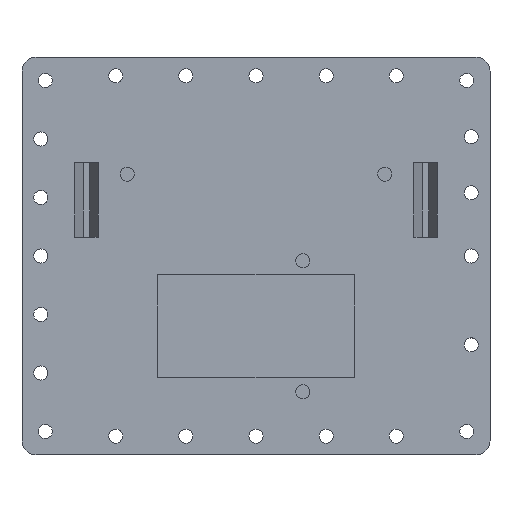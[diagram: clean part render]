
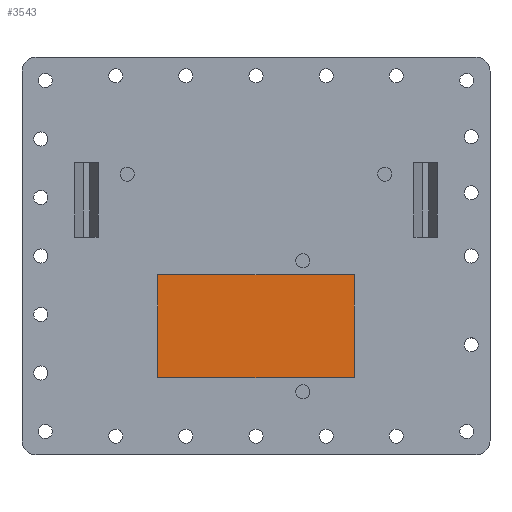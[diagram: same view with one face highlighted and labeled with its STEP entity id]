
A CAD part, top view. The second image highlights one B-rep face of the part: STEP entity #3543.
In plain terms, the highlighted planar face has unit normal (0, 0, 1).
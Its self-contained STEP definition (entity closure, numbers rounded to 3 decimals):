
#181=PLANE('',#3925);
#392=LINE('',#7577,#567);
#396=LINE('',#7584,#571);
#399=LINE('',#7590,#574);
#401=LINE('',#7593,#576);
#567=VECTOR('',#4793,10.);
#571=VECTOR('',#4799,10.);
#574=VECTOR('',#4804,10.);
#576=VECTOR('',#4808,10.);
#837=FACE_OUTER_BOUND('',#1079,.T.);
#1079=EDGE_LOOP('',(#3134,#3135,#3136,#3137));
#1812=VERTEX_POINT('',#7574);
#1813=VERTEX_POINT('',#7576);
#1815=VERTEX_POINT('',#7582);
#1817=VERTEX_POINT('',#7588);
#2298=EDGE_CURVE('',#1812,#1813,#392,.T.);
#2302=EDGE_CURVE('',#1815,#1812,#396,.T.);
#2305=EDGE_CURVE('',#1817,#1815,#399,.T.);
#2307=EDGE_CURVE('',#1813,#1817,#401,.T.);
#3134=ORIENTED_EDGE('',*,*,#2307,.F.);
#3135=ORIENTED_EDGE('',*,*,#2298,.F.);
#3136=ORIENTED_EDGE('',*,*,#2302,.F.);
#3137=ORIENTED_EDGE('',*,*,#2305,.F.);
#3543=ADVANCED_FACE('',(#837),#181,.F.);
#3925=AXIS2_PLACEMENT_3D('',#7594,#4809,#4810);
#4793=DIRECTION('',(0.,1.,0.));
#4799=DIRECTION('',(-1.,0.,0.));
#4804=DIRECTION('',(0.,-1.,0.));
#4808=DIRECTION('',(1.,0.,0.));
#4809=DIRECTION('center_axis',(0.,0.,-1.));
#4810=DIRECTION('ref_axis',(-1.,0.,0.));
#7574=CARTESIAN_POINT('',(-21.,-26.,-0.5));
#7576=CARTESIAN_POINT('',(-21.,-4.,-0.5));
#7577=CARTESIAN_POINT('',(-21.,-26.,-0.5));
#7582=CARTESIAN_POINT('',(21.,-26.,-0.5));
#7584=CARTESIAN_POINT('',(21.,-26.,-0.5));
#7588=CARTESIAN_POINT('',(21.,-4.,-0.5));
#7590=CARTESIAN_POINT('',(21.,-4.,-0.5));
#7593=CARTESIAN_POINT('',(-21.,-4.,-0.5));
#7594=CARTESIAN_POINT('Origin',(0.,-15.,-0.5));
